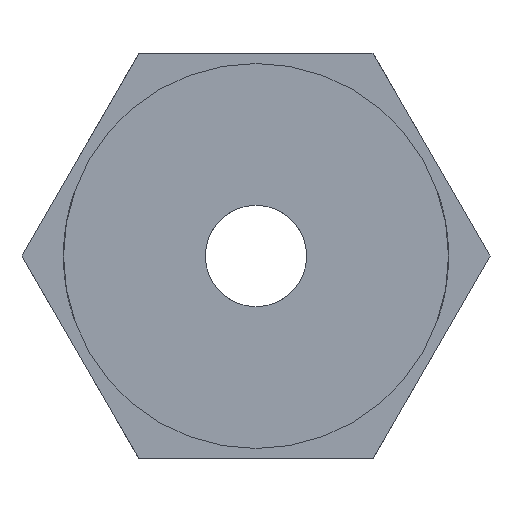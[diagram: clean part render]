
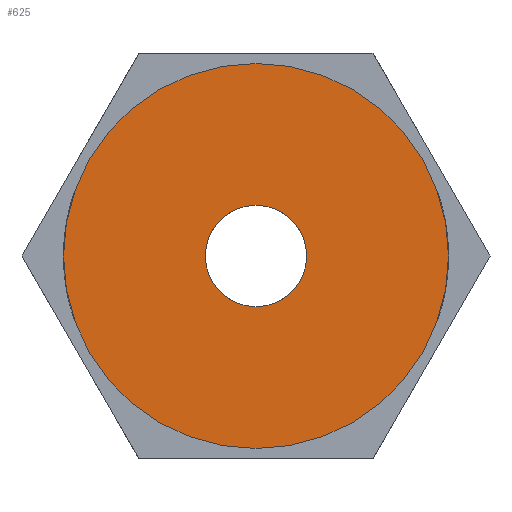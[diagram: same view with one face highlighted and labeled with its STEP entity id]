
A CAD part, front view. The second image highlights one B-rep face of the part: STEP entity #625.
In plain terms, the highlighted planar face has unit normal (0, -1, 0).
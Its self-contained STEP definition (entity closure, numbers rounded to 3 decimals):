
#9 = DIRECTION ( 'NONE',  ( 0., 0., -1. ) ) ;
#26 = DIRECTION ( 'NONE',  ( 0., -1., 0. ) ) ;
#41 = VERTEX_POINT ( 'NONE', #641 ) ;
#42 = FACE_BOUND ( 'NONE', #900, .T. ) ;
#52 = EDGE_CURVE ( 'NONE', #464, #854, #855, .T. ) ;
#175 = CARTESIAN_POINT ( 'NONE',  ( 0., -12., 1.5 ) ) ;
#176 = CARTESIAN_POINT ( 'NONE',  ( 0., -12., 0. ) ) ;
#181 = CARTESIAN_POINT ( 'NONE',  ( 0., -12., 0. ) ) ;
#189 = DIRECTION ( 'NONE',  ( 0., 0., -1. ) ) ;
#205 = DIRECTION ( 'NONE',  ( 0., 0., -1. ) ) ;
#237 = EDGE_CURVE ( 'NONE', #328, #41, #725, .T. ) ;
#243 = CARTESIAN_POINT ( 'NONE',  ( 0., -12., 0. ) ) ;
#328 = VERTEX_POINT ( 'NONE', #939 ) ;
#337 = AXIS2_PLACEMENT_3D ( 'NONE', #451, #710, #205 ) ;
#340 = DIRECTION ( 'NONE',  ( 0., -1., 0. ) ) ;
#358 = CARTESIAN_POINT ( 'NONE',  ( 0., -12., 0. ) ) ;
#408 = ORIENTED_EDGE ( 'NONE', *, *, #237, .T. ) ;
#451 = CARTESIAN_POINT ( 'NONE',  ( 0., -12., 0. ) ) ;
#464 = VERTEX_POINT ( 'NONE', #175 ) ;
#512 = CIRCLE ( 'NONE', #602, 5.7 ) ;
#522 = DIRECTION ( 'NONE',  ( 0., -1., 0. ) ) ;
#562 = AXIS2_PLACEMENT_3D ( 'NONE', #176, #522, #603 ) ;
#573 = DIRECTION ( 'NONE',  ( 0., 0., -1. ) ) ;
#577 = ORIENTED_EDGE ( 'NONE', *, *, #761, .F. ) ;
#585 = DIRECTION ( 'NONE',  ( 0., -1., 0. ) ) ;
#602 = AXIS2_PLACEMENT_3D ( 'NONE', #181, #340, #9 ) ;
#603 = DIRECTION ( 'NONE',  ( 0., 0., -1. ) ) ;
#606 = CARTESIAN_POINT ( 'NONE',  ( 0., -12., -1.5 ) ) ;
#625 = ADVANCED_FACE ( 'NONE', ( #808, #42 ), #718, .T. ) ;
#641 = CARTESIAN_POINT ( 'NONE',  ( 0., -12., -5.7 ) ) ;
#673 = AXIS2_PLACEMENT_3D ( 'NONE', #243, #585, #573 ) ;
#710 = DIRECTION ( 'NONE',  ( 0., -1., 0. ) ) ;
#718 = PLANE ( 'NONE',  #673 ) ;
#725 = CIRCLE ( 'NONE', #562, 5.7 ) ;
#728 = AXIS2_PLACEMENT_3D ( 'NONE', #358, #26, #189 ) ;
#730 = ORIENTED_EDGE ( 'NONE', *, *, #52, .F. ) ;
#761 = EDGE_CURVE ( 'NONE', #854, #464, #802, .T. ) ;
#802 = CIRCLE ( 'NONE', #728, 1.5 ) ;
#808 = FACE_OUTER_BOUND ( 'NONE', #941, .T. ) ;
#854 = VERTEX_POINT ( 'NONE', #606 ) ;
#855 = CIRCLE ( 'NONE', #337, 1.5 ) ;
#900 = EDGE_LOOP ( 'NONE', ( #730, #577 ) ) ;
#939 = CARTESIAN_POINT ( 'NONE',  ( 0., -12., 5.7 ) ) ;
#941 = EDGE_LOOP ( 'NONE', ( #408, #1046 ) ) ;
#984 = EDGE_CURVE ( 'NONE', #41, #328, #512, .T. ) ;
#1046 = ORIENTED_EDGE ( 'NONE', *, *, #984, .T. ) ;
